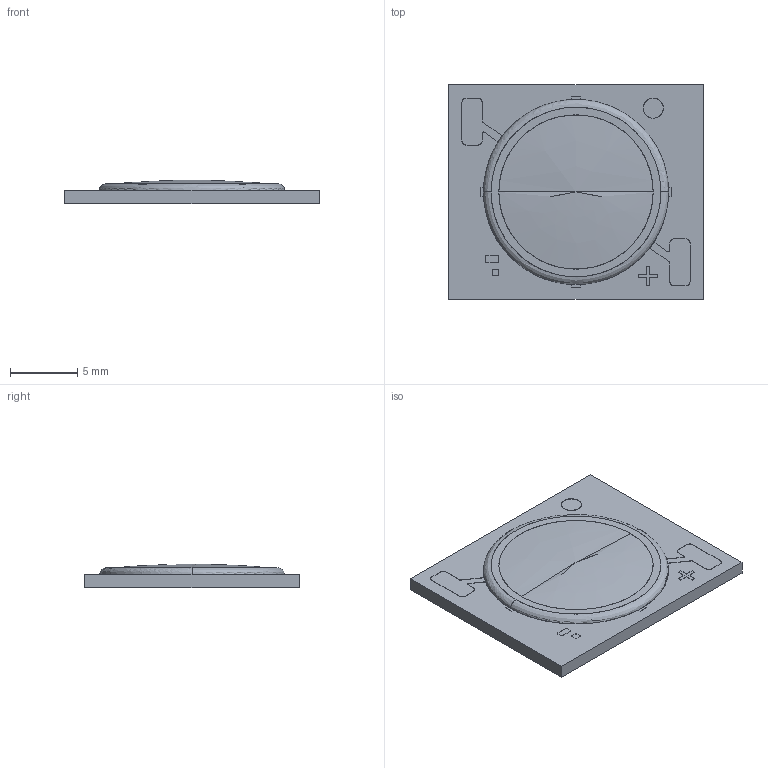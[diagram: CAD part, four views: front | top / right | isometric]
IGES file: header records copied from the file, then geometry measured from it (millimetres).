
Start section: SolidWorks IGES file using analytic representation for surfaces
Global section: file name: NFCWL048B-V4H6.IGS; native system: SolidWorks 2018; preprocessor: SolidWorks 2018; author: MHatta; date: 210715.123925; units: inch
Bounding box: 19 x 16 x 1.75 mm (x, y, z)
Surface area: 1229.2 mm2 (no closed solid volume)
Topology: 0 solids, 0 shells, 116 faces, 770 edges, 768 vertices
Faces by surface type: bspline 116
